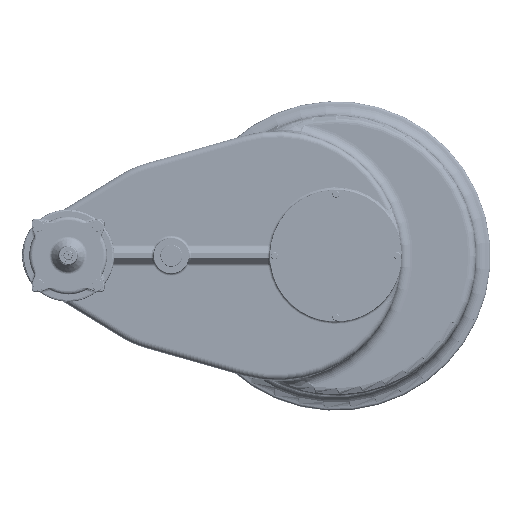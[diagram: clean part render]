
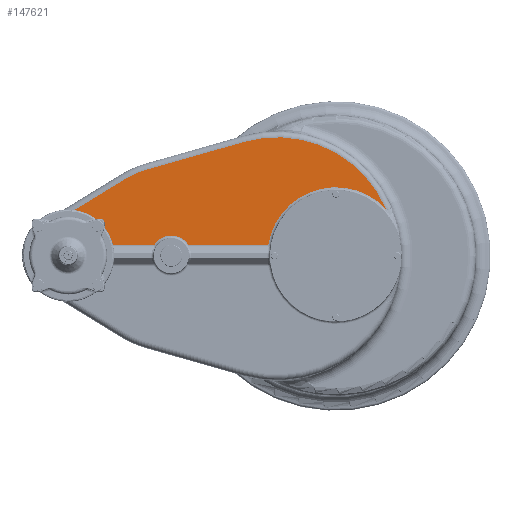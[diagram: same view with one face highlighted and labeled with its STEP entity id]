
A CAD part, top view. The second image highlights one B-rep face of the part: STEP entity #147621.
In plain terms, the highlighted planar face has unit normal (0, 0, 1).
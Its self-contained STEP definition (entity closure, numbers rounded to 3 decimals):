
#7693=LINE('',#264390,#15839);
#7695=LINE('',#264396,#15841);
#7697=LINE('',#264405,#15843);
#7698=LINE('',#264408,#15844);
#7699=LINE('',#264418,#15845);
#7710=LINE('',#264556,#15856);
#15839=VECTOR('',#191966,1000.);
#15841=VECTOR('',#191972,1000.);
#15843=VECTOR('',#191984,1000.);
#15844=VECTOR('',#191989,1000.);
#15845=VECTOR('',#192002,1000.);
#15856=VECTOR('',#192091,1000.);
#22165=PLANE('',#161289);
#57011=ORIENTED_EDGE('',*,*,#90485,.T.);
#57012=ORIENTED_EDGE('',*,*,#90524,.T.);
#57013=ORIENTED_EDGE('',*,*,#90527,.T.);
#57014=ORIENTED_EDGE('',*,*,#90484,.T.);
#57015=ORIENTED_EDGE('',*,*,#90481,.T.);
#57016=ORIENTED_EDGE('',*,*,#90479,.T.);
#57017=ORIENTED_EDGE('',*,*,#90476,.T.);
#57018=ORIENTED_EDGE('',*,*,#90474,.T.);
#57019=ORIENTED_EDGE('',*,*,#90472,.T.);
#57020=ORIENTED_EDGE('',*,*,#90469,.T.);
#57021=ORIENTED_EDGE('',*,*,#90466,.T.);
#90466=EDGE_CURVE('',#109404,#109408,#7693,.T.);
#90469=EDGE_CURVE('',#109442,#109404,#7695,.T.);
#90472=EDGE_CURVE('',#109444,#109442,#122198,.T.);
#90474=EDGE_CURVE('',#109433,#109444,#7697,.T.);
#90476=EDGE_CURVE('',#109446,#109433,#7698,.F.);
#90479=EDGE_CURVE('',#109447,#109446,#122202,.F.);
#90481=EDGE_CURVE('',#109448,#109447,#7699,.F.);
#90484=EDGE_CURVE('',#109449,#109448,#122206,.F.);
#90485=EDGE_CURVE('',#109408,#109426,#122207,.T.);
#90524=EDGE_CURVE('',#109426,#109472,#7710,.T.);
#90527=EDGE_CURVE('',#109472,#109449,#122226,.T.);
#109404=VERTEX_POINT('',#264127);
#109408=VERTEX_POINT('',#264141);
#109426=VERTEX_POINT('',#264290);
#109433=VERTEX_POINT('',#264335);
#109442=VERTEX_POINT('',#264393);
#109444=VERTEX_POINT('',#264399);
#109446=VERTEX_POINT('',#264409);
#109447=VERTEX_POINT('',#264413);
#109448=VERTEX_POINT('',#264417);
#109449=VERTEX_POINT('',#264421);
#109472=VERTEX_POINT('',#264555);
#122198=CIRCLE('',#161239,24.);
#122202=CIRCLE('',#161246,204.);
#122206=CIRCLE('',#161252,270.);
#122207=CIRCLE('',#161254,46.);
#122226=CIRCLE('',#161290,156.1);
#130237=EDGE_LOOP('',(#57011,#57012,#57013,#57014,#57015,#57016,#57017,
#57018,#57019,#57020,#57021));
#138910=FACE_BOUND('',#130237,.T.);
#147621=ADVANCED_FACE('',(#138910),#22165,.F.);
#161239=AXIS2_PLACEMENT_3D('',#264402,#191979,#191980);
#161246=AXIS2_PLACEMENT_3D('',#264414,#191996,#191997);
#161252=AXIS2_PLACEMENT_3D('',#264424,#192009,#192010);
#161254=AXIS2_PLACEMENT_3D('',#264426,#192013,#192014);
#161289=AXIS2_PLACEMENT_3D('',#264582,#192094,#192095);
#161290=AXIS2_PLACEMENT_3D('',#264583,#192096,#192097);
#191966=DIRECTION('',(1.,0.,0.));
#191972=DIRECTION('',(0.,-1.,0.));
#191979=DIRECTION('',(0.,0.,-1.));
#191980=DIRECTION('',(-1.,0.,0.));
#191984=DIRECTION('',(1.,0.,0.));
#191989=DIRECTION('',(0.852,0.523,0.));
#191996=DIRECTION('',(0.,0.,-1.));
#191997=DIRECTION('',(-1.,0.,0.));
#192002=DIRECTION('',(0.962,0.274,0.));
#192009=DIRECTION('',(0.,0.,-1.));
#192010=DIRECTION('',(-1.,0.,0.));
#192013=DIRECTION('',(0.,0.,-1.));
#192014=DIRECTION('',(-1.,0.,0.));
#192091=DIRECTION('',(1.,0.,0.));
#192094=DIRECTION('',(0.,0.,-1.));
#192095=DIRECTION('',(-1.,0.,0.));
#192096=DIRECTION('',(0.,0.,-1.));
#192097=DIRECTION('',(-1.,0.,0.));
#264127=CARTESIAN_POINT('',(-531.6,23.485,343.));
#264141=CARTESIAN_POINT('',(-414.453,23.485,343.));
#264290=CARTESIAN_POINT('',(-335.347,23.485,343.));
#264335=CARTESIAN_POINT('',(-637.043,78.5,343.));
#264390=CARTESIAN_POINT('',(-413.355,23.485,343.));
#264393=CARTESIAN_POINT('',(-531.6,54.5,343.));
#264396=CARTESIAN_POINT('',(-531.6,0.,343.));
#264399=CARTESIAN_POINT('',(-555.6,78.5,343.));
#264402=CARTESIAN_POINT('',(-555.6,54.5,343.));
#264405=CARTESIAN_POINT('',(-610.1,78.5,343.));
#264408=CARTESIAN_POINT('',(-652.46,69.041,343.));
#264409=CARTESIAN_POINT('',(-481.584,173.881,343.));
#264413=CARTESIAN_POINT('',(-430.79,196.194,343.));
#264414=CARTESIAN_POINT('',(-374.9,0.,343.));
#264417=CARTESIAN_POINT('',(-207.973,259.669,343.));
#264418=CARTESIAN_POINT('',(-430.79,196.194,343.));
#264421=CARTESIAN_POINT('',(114.093,106.537,343.));
#264424=CARTESIAN_POINT('',(-134.,0.,343.));
#264426=CARTESIAN_POINT('',(-374.9,0.,343.));
#264555=CARTESIAN_POINT('',(-154.323,23.485,343.));
#264556=CARTESIAN_POINT('',(-154.681,23.485,343.));
#264582=CARTESIAN_POINT('',(-610.1,0.,343.));
#264583=CARTESIAN_POINT('',(0.,0.,343.));
